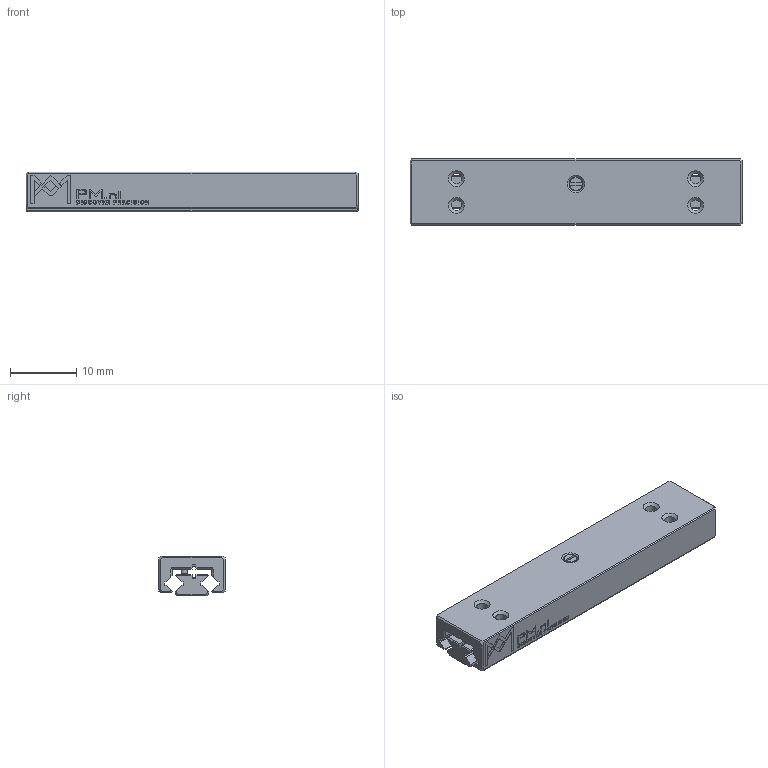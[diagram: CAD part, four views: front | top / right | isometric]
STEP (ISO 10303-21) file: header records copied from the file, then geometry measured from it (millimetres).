
FILE_DESCRIPTION(/* description */ (''),/* implementation_level */ '2;1');
FILE_NAME(/* name */ 'MSR 5-50.stp',/* time_stamp */ '2024-09-23T14:52:11+02:00',/* author */ (''),/* organization */ (''),/* preprocessor_version */ 'ST-DEVELOPER v16.7',/* originating_system */ 'SIEMENS PLM Software NX 12.0',/* authorisation */ '');
FILE_SCHEMA (('AUTOMOTIVE_DESIGN { 1 0 10303 214 3 1 1 1 }'));
Length unit declared in the file: millimetre
Products named in the file (1): 046072_A_15-Slide MSR 5-50 Assy_stp
Bounding box: 50 x 10 x 6 mm (x, y, z)
Volume: 2124.5 mm3; surface area: 3253.9 mm2
Topology: 3 solids, 3 shells, 1360 faces, 3839 edges, 2553 vertices
Faces by surface type: plane 1146, bspline 180, cone 20, cylinder 14
Full cylindrical faces by diameter (mm): 0.9 x1, 1.15 x1, 1.25 x1, 1.6 x7, 2 x1, 2.2 x1
Entity records: 48124 total; most frequent: CARTESIAN_POINT 10237, ORIENTED_EDGE 7614, DIRECTION 5858, EDGE_CURVE 3807, LINE 3370, VECTOR 3370, VERTEX_POINT 2543, EDGE_LOOP 1464
